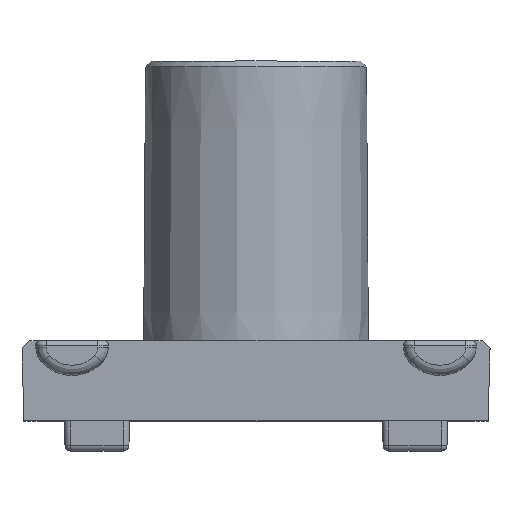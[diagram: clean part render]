
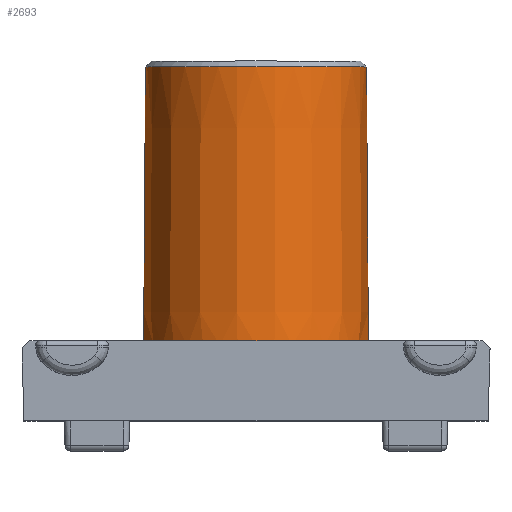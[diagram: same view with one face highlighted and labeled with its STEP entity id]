
A CAD part, top view. The second image highlights one B-rep face of the part: STEP entity #2693.
In plain terms, the highlighted conical face has half-angle 0.4 degrees and reference radius 4.875 mm.
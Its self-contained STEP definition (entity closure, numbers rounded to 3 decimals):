
#129=B_SPLINE_CURVE_WITH_KNOTS('',3,(#4012,#4013,#4014,#4015),
 .UNSPECIFIED.,.F.,.F.,(4,4),(-0.026,-0.019),
 .UNSPECIFIED.);
#130=B_SPLINE_CURVE_WITH_KNOTS('',3,(#4027,#4028,#4029,#4030),
 .UNSPECIFIED.,.F.,.F.,(4,4),(-0.007,0.),.UNSPECIFIED.);
#131=B_SPLINE_CURVE_WITH_KNOTS('',3,(#4037,#4038,#4039,#4040),
 .UNSPECIFIED.,.F.,.F.,(4,4),(-0.026,-0.019),
 .UNSPECIFIED.);
#132=B_SPLINE_CURVE_WITH_KNOTS('',3,(#4051,#4052,#4053,#4054),
 .UNSPECIFIED.,.F.,.F.,(4,4),(-0.007,0.),.UNSPECIFIED.);
#189=CONICAL_SURFACE('',#2875,4.875,0.007);
#217=CIRCLE('',#2871,4.775);
#220=CIRCLE('',#2876,4.868);
#221=CIRCLE('',#2877,4.859);
#222=CIRCLE('',#2878,4.868);
#223=CIRCLE('',#2879,4.868);
#224=CIRCLE('',#2880,4.859);
#324=FACE_OUTER_BOUND('',#486,.T.);
#486=EDGE_LOOP('',(#1811,#1812,#1813,#1814,#1815,#1816,#1817,#1818,#1819,
#1820,#1821,#1822,#1823,#1824,#1825,#1826));
#647=(
BOUNDED_CURVE()
B_SPLINE_CURVE(2,(#4017,#4018,#4019),.UNSPECIFIED.,.F.,.F.)
B_SPLINE_CURVE_WITH_KNOTS((3,3),(0.24,0.356),
 .UNSPECIFIED.)
CURVE()
GEOMETRIC_REPRESENTATION_ITEM()
RATIONAL_B_SPLINE_CURVE((1.,1.,1.))
REPRESENTATION_ITEM('')
);
#648=(
BOUNDED_CURVE()
B_SPLINE_CURVE(2,(#4023,#4024,#4025),.UNSPECIFIED.,.F.,.F.)
B_SPLINE_CURVE_WITH_KNOTS((3,3),(0.02,0.136),
 .UNSPECIFIED.)
CURVE()
GEOMETRIC_REPRESENTATION_ITEM()
RATIONAL_B_SPLINE_CURVE((1.,1.,1.))
REPRESENTATION_ITEM('')
);
#649=(
BOUNDED_CURVE()
B_SPLINE_CURVE(2,(#4042,#4043,#4044),.UNSPECIFIED.,.F.,.F.)
B_SPLINE_CURVE_WITH_KNOTS((3,3),(0.24,0.356),
 .UNSPECIFIED.)
CURVE()
GEOMETRIC_REPRESENTATION_ITEM()
RATIONAL_B_SPLINE_CURVE((1.,1.,1.))
REPRESENTATION_ITEM('')
);
#650=(
BOUNDED_CURVE()
B_SPLINE_CURVE(2,(#4048,#4049,#4050),.UNSPECIFIED.,.F.,.F.)
B_SPLINE_CURVE_WITH_KNOTS((3,3),(0.02,0.136),
 .UNSPECIFIED.)
CURVE()
GEOMETRIC_REPRESENTATION_ITEM()
RATIONAL_B_SPLINE_CURVE((1.,1.,1.))
REPRESENTATION_ITEM('')
);
#703=LINE('',#4033,#897);
#897=VECTOR('',#3218,4.875);
#1091=VERTEX_POINT('',#3999);
#1094=VERTEX_POINT('',#4008);
#1095=VERTEX_POINT('',#4009);
#1096=VERTEX_POINT('',#4011);
#1097=VERTEX_POINT('',#4016);
#1098=VERTEX_POINT('',#4020);
#1099=VERTEX_POINT('',#4022);
#1100=VERTEX_POINT('',#4026);
#1101=VERTEX_POINT('',#4031);
#1102=VERTEX_POINT('',#4034);
#1103=VERTEX_POINT('',#4036);
#1104=VERTEX_POINT('',#4041);
#1105=VERTEX_POINT('',#4045);
#1106=VERTEX_POINT('',#4047);
#1367=EDGE_CURVE('',#1091,#1091,#217,.T.);
#1371=EDGE_CURVE('',#1094,#1095,#220,.T.);
#1372=EDGE_CURVE('',#1096,#1094,#129,.T.);
#1373=EDGE_CURVE('',#1096,#1097,#647,.F.);
#1374=EDGE_CURVE('',#1097,#1098,#221,.T.);
#1375=EDGE_CURVE('',#1099,#1098,#648,.T.);
#1376=EDGE_CURVE('',#1100,#1099,#130,.T.);
#1377=EDGE_CURVE('',#1101,#1100,#222,.T.);
#1378=EDGE_CURVE('',#1101,#1091,#703,.T.);
#1379=EDGE_CURVE('',#1102,#1101,#223,.T.);
#1380=EDGE_CURVE('',#1103,#1102,#131,.T.);
#1381=EDGE_CURVE('',#1103,#1104,#649,.F.);
#1382=EDGE_CURVE('',#1104,#1105,#224,.T.);
#1383=EDGE_CURVE('',#1106,#1105,#650,.T.);
#1384=EDGE_CURVE('',#1095,#1106,#132,.T.);
#1811=ORIENTED_EDGE('',*,*,#1371,.F.);
#1812=ORIENTED_EDGE('',*,*,#1372,.F.);
#1813=ORIENTED_EDGE('',*,*,#1373,.T.);
#1814=ORIENTED_EDGE('',*,*,#1374,.T.);
#1815=ORIENTED_EDGE('',*,*,#1375,.F.);
#1816=ORIENTED_EDGE('',*,*,#1376,.F.);
#1817=ORIENTED_EDGE('',*,*,#1377,.F.);
#1818=ORIENTED_EDGE('',*,*,#1378,.T.);
#1819=ORIENTED_EDGE('',*,*,#1367,.F.);
#1820=ORIENTED_EDGE('',*,*,#1378,.F.);
#1821=ORIENTED_EDGE('',*,*,#1379,.F.);
#1822=ORIENTED_EDGE('',*,*,#1380,.F.);
#1823=ORIENTED_EDGE('',*,*,#1381,.T.);
#1824=ORIENTED_EDGE('',*,*,#1382,.T.);
#1825=ORIENTED_EDGE('',*,*,#1383,.F.);
#1826=ORIENTED_EDGE('',*,*,#1384,.F.);
#2693=ADVANCED_FACE('',(#324),#189,.T.);
#2871=AXIS2_PLACEMENT_3D('',#4000,#3201,#3202);
#2875=AXIS2_PLACEMENT_3D('',#4007,#3210,#3211);
#2876=AXIS2_PLACEMENT_3D('',#4010,#3212,#3213);
#2877=AXIS2_PLACEMENT_3D('',#4021,#3214,#3215);
#2878=AXIS2_PLACEMENT_3D('',#4032,#3216,#3217);
#2879=AXIS2_PLACEMENT_3D('',#4035,#3219,#3220);
#2880=AXIS2_PLACEMENT_3D('',#4046,#3221,#3222);
#3201=DIRECTION('center_axis',(0.,1.,0.));
#3202=DIRECTION('ref_axis',(1.,0.,0.));
#3210=DIRECTION('center_axis',(0.,-1.,0.));
#3211=DIRECTION('ref_axis',(1.,0.,0.));
#3212=DIRECTION('center_axis',(0.,-1.,0.));
#3213=DIRECTION('ref_axis',(1.,0.,0.));
#3214=DIRECTION('center_axis',(0.,1.,0.));
#3215=DIRECTION('ref_axis',(1.,0.,0.));
#3216=DIRECTION('center_axis',(0.,-1.,0.));
#3217=DIRECTION('ref_axis',(-1.,0.,0.));
#3218=DIRECTION('',(0.007,1.,0.));
#3219=DIRECTION('center_axis',(0.,-1.,0.));
#3220=DIRECTION('ref_axis',(-1.,0.,0.));
#3221=DIRECTION('center_axis',(0.,1.,0.));
#3222=DIRECTION('ref_axis',(1.,0.,0.));
#3999=CARTESIAN_POINT('',(-49.745,21.837,-13.67));
#4000=CARTESIAN_POINT('Origin',(-44.97,21.837,-13.67));
#4007=CARTESIAN_POINT('Origin',(-44.97,7.54,-13.67));
#4008=CARTESIAN_POINT('',(-40.553,8.577,-15.715));
#4009=CARTESIAN_POINT('',(-40.553,8.577,-11.625));
#4010=CARTESIAN_POINT('Origin',(-44.97,8.577,-13.67));
#4011=CARTESIAN_POINT('',(-40.536,8.633,-15.678));
#4012=CARTESIAN_POINT('Ctrl Pts',(-40.536,8.633,-15.678));
#4013=CARTESIAN_POINT('Ctrl Pts',(-40.541,8.614,-15.69));
#4014=CARTESIAN_POINT('Ctrl Pts',(-40.547,8.596,-15.703));
#4015=CARTESIAN_POINT('Ctrl Pts',(-40.553,8.577,-15.715));
#4016=CARTESIAN_POINT('',(-40.549,9.79,-15.686));
#4017=CARTESIAN_POINT('Ctrl Pts',(-40.549,9.79,-15.686));
#4018=CARTESIAN_POINT('Ctrl Pts',(-40.542,9.212,-15.682));
#4019=CARTESIAN_POINT('Ctrl Pts',(-40.536,8.633,-15.678));
#4020=CARTESIAN_POINT('',(-49.391,9.79,-15.686));
#4021=CARTESIAN_POINT('Origin',(-44.97,9.79,-13.67));
#4022=CARTESIAN_POINT('',(-49.404,8.633,-15.678));
#4023=CARTESIAN_POINT('Ctrl Pts',(-49.404,8.633,-15.678));
#4024=CARTESIAN_POINT('Ctrl Pts',(-49.398,9.212,-15.682));
#4025=CARTESIAN_POINT('Ctrl Pts',(-49.391,9.79,-15.686));
#4026=CARTESIAN_POINT('',(-49.387,8.577,-15.715));
#4027=CARTESIAN_POINT('Ctrl Pts',(-49.387,8.577,-15.715));
#4028=CARTESIAN_POINT('Ctrl Pts',(-49.393,8.596,-15.703));
#4029=CARTESIAN_POINT('Ctrl Pts',(-49.399,8.614,-15.69));
#4030=CARTESIAN_POINT('Ctrl Pts',(-49.404,8.633,-15.678));
#4031=CARTESIAN_POINT('',(-49.838,8.577,-13.67));
#4032=CARTESIAN_POINT('Origin',(-44.97,8.577,-13.67));
#4033=CARTESIAN_POINT('',(-49.845,7.54,-13.67));
#4034=CARTESIAN_POINT('',(-49.387,8.577,-11.625));
#4035=CARTESIAN_POINT('Origin',(-44.97,8.577,-13.67));
#4036=CARTESIAN_POINT('',(-49.404,8.633,-11.662));
#4037=CARTESIAN_POINT('Ctrl Pts',(-49.404,8.633,-11.662));
#4038=CARTESIAN_POINT('Ctrl Pts',(-49.399,8.614,-11.65));
#4039=CARTESIAN_POINT('Ctrl Pts',(-49.393,8.596,-11.637));
#4040=CARTESIAN_POINT('Ctrl Pts',(-49.387,8.577,-11.625));
#4041=CARTESIAN_POINT('',(-49.391,9.79,-11.654));
#4042=CARTESIAN_POINT('Ctrl Pts',(-49.391,9.79,-11.654));
#4043=CARTESIAN_POINT('Ctrl Pts',(-49.398,9.212,-11.658));
#4044=CARTESIAN_POINT('Ctrl Pts',(-49.404,8.633,-11.662));
#4045=CARTESIAN_POINT('',(-40.549,9.79,-11.654));
#4046=CARTESIAN_POINT('Origin',(-44.97,9.79,-13.67));
#4047=CARTESIAN_POINT('',(-40.536,8.633,-11.662));
#4048=CARTESIAN_POINT('Ctrl Pts',(-40.536,8.633,-11.662));
#4049=CARTESIAN_POINT('Ctrl Pts',(-40.542,9.212,-11.658));
#4050=CARTESIAN_POINT('Ctrl Pts',(-40.549,9.79,-11.654));
#4051=CARTESIAN_POINT('Ctrl Pts',(-40.553,8.577,-11.625));
#4052=CARTESIAN_POINT('Ctrl Pts',(-40.547,8.596,-11.637));
#4053=CARTESIAN_POINT('Ctrl Pts',(-40.541,8.614,-11.65));
#4054=CARTESIAN_POINT('Ctrl Pts',(-40.536,8.633,-11.662));
